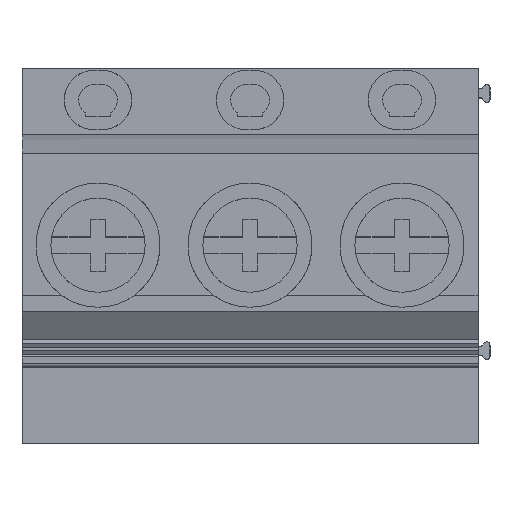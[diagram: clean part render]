
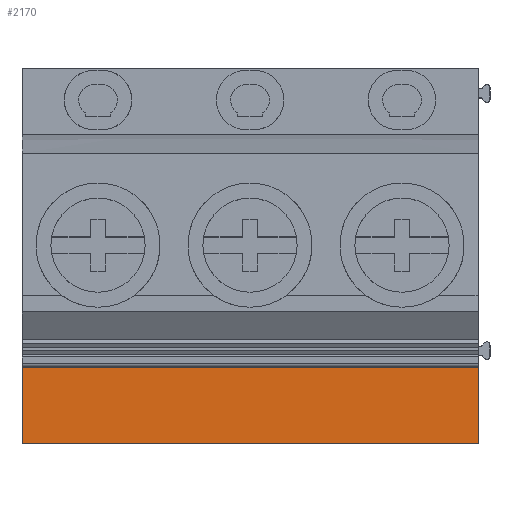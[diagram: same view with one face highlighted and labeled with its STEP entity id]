
A CAD part, top view. The second image highlights one B-rep face of the part: STEP entity #2170.
In plain terms, the highlighted planar face has unit normal (0, 0, 1).
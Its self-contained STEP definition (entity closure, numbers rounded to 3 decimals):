
#2150=AXIS2_PLACEMENT_3D('Plane Axis2P3D',#2147,#2148,#2149) ;
#587=CARTESIAN_POINT('Vertex',(0.,0.,21.5)) ;
#590=CARTESIAN_POINT('Line Origine',(0.,3.221,21.5)) ;
#594=CARTESIAN_POINT('Vertex',(0.,6.442,21.5)) ;
#2030=CARTESIAN_POINT('Vertex',(30.48,0.,21.5)) ;
#2033=CARTESIAN_POINT('Line Origine',(15.24,0.,21.5)) ;
#2147=CARTESIAN_POINT('Axis2P3D Location',(-10.16,0.,21.5)) ;
#2152=CARTESIAN_POINT('Line Origine',(30.48,3.221,21.5)) ;
#2156=CARTESIAN_POINT('Vertex',(30.48,6.442,21.5)) ;
#2159=CARTESIAN_POINT('Line Origine',(15.24,6.442,21.5)) ;
#591=DIRECTION('Vector Direction',(0.,1.,0.)) ;
#2034=DIRECTION('Vector Direction',(1.,0.,0.)) ;
#2148=DIRECTION('Axis2P3D Direction',(0.,0.,-1.)) ;
#2149=DIRECTION('Axis2P3D XDirection',(0.,1.,0.)) ;
#2153=DIRECTION('Vector Direction',(0.,1.,0.)) ;
#2160=DIRECTION('Vector Direction',(1.,0.,0.)) ;
#592=VECTOR('Line Direction',#591,1.) ;
#2035=VECTOR('Line Direction',#2034,1.) ;
#2154=VECTOR('Line Direction',#2153,1.) ;
#2161=VECTOR('Line Direction',#2160,1.) ;
#2165=ORIENTED_EDGE('',*,*,#2037,.T.) ;
#2166=ORIENTED_EDGE('',*,*,#2158,.T.) ;
#2167=ORIENTED_EDGE('',*,*,#2163,.F.) ;
#2168=ORIENTED_EDGE('',*,*,#596,.F.) ;
#2170=ADVANCED_FACE('HOUSING',(#2169),#2151,.F.) ;
#596=EDGE_CURVE('',#588,#595,#593,.T.) ;
#2037=EDGE_CURVE('',#588,#2031,#2036,.T.) ;
#2158=EDGE_CURVE('',#2031,#2157,#2155,.T.) ;
#2163=EDGE_CURVE('',#595,#2157,#2162,.T.) ;
#2164=EDGE_LOOP('',(#2165,#2166,#2167,#2168)) ;
#2169=FACE_OUTER_BOUND('',#2164,.T.) ;
#593=LINE('Line',#590,#592) ;
#2036=LINE('Line',#2033,#2035) ;
#2155=LINE('Line',#2152,#2154) ;
#2162=LINE('Line',#2159,#2161) ;
#2151=PLANE('',#2150) ;
#588=VERTEX_POINT('',#587) ;
#595=VERTEX_POINT('',#594) ;
#2031=VERTEX_POINT('',#2030) ;
#2157=VERTEX_POINT('',#2156) ;
